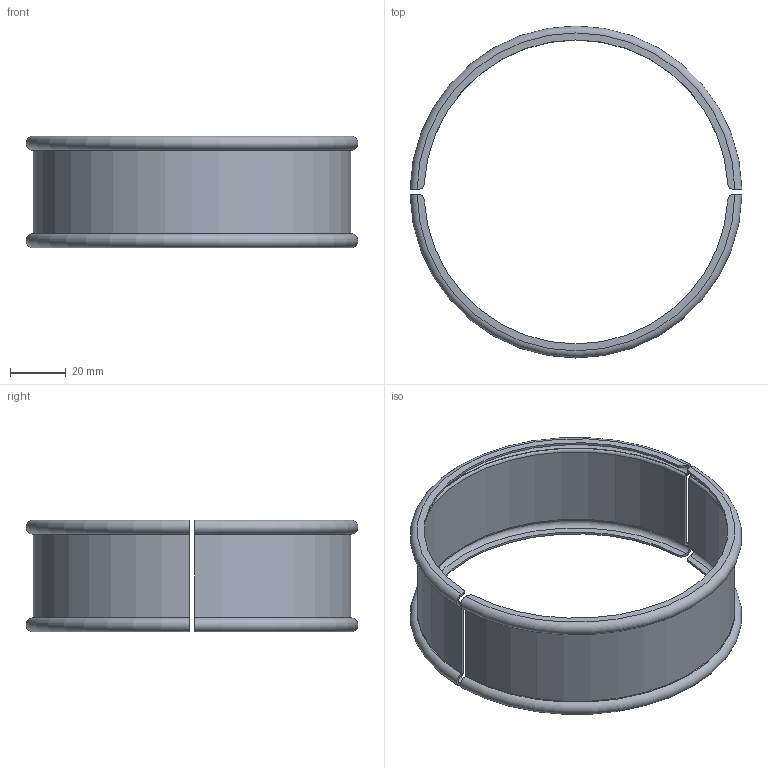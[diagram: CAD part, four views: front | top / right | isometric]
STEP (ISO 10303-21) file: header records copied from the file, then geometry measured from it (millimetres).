
FILE_DESCRIPTION (( 'STEP AP203' ), '1' );
FILE_NAME ('367.845 part.STEP', '2024-03-26T07:20:18', ( '' ), ( '' ), 'SwSTEP 2.0', 'SolidWorks 2023', '' );
FILE_SCHEMA (( 'CONFIG_CONTROL_DESIGN' ));
Length unit declared in the file: millimetre
Products named in the file (1): 367.845 part
Bounding box: 118.98 x 119 x 40 mm (x, y, z)
Surface area: 35726.1 mm2 (no closed solid volume)
Topology: 0 solids, 2 shells, 45 faces, 135 edges, 90 vertices
Faces by surface type: torus 17, cylinder 16, plane 12
Entity records: 2074 total; most frequent: CARTESIAN_POINT 799, ORIENTED_EDGE 254, DIRECTION 250, EDGE_CURVE 135, AXIS2_PLACEMENT_3D 101, VERTEX_POINT 90, CIRCLE 55, LINE 48
